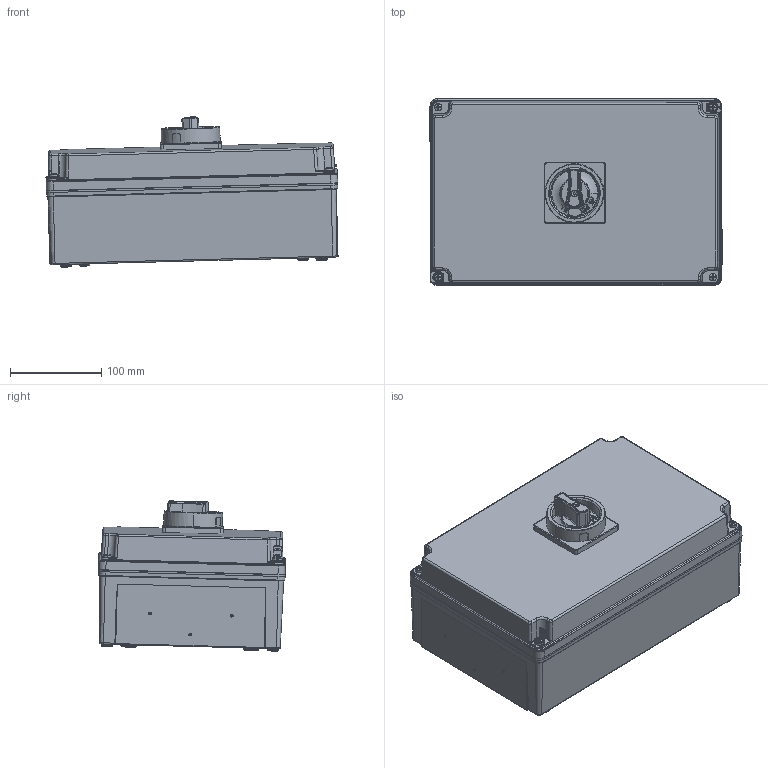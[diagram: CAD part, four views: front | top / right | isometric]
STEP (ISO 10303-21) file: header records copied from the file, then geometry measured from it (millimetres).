
FILE_DESCRIPTION (( 'STEP AP214' ), '1' );
FILE_NAME ('ZH37-125AL ZH37BXM3 ZH37BXM3B.STEP', '2025-02-13T08:19:20', ( '' ), ( '' ), 'SwSTEP 2.0', 'SolidWorks 2022', '' );
FILE_SCHEMA (( 'AUTOMOTIVE_DESIGN' ));
Length unit declared in the file: millimetre
Products named in the file (1): ZH37-125AL      ZH37BXM3   ZH37BXM3B
Bounding box: 320.62 x 205.18 x 164.91 mm (x, y, z)
Volume: 7705107.3 mm3; surface area: 274227.8 mm2
Topology: 1 solids, 9 shells, 2601 faces, 6879 edges, 4413 vertices
Faces by surface type: plane 1122, bspline 882, cylinder 272, torus 192, cone 105, sphere 28
Entity records: 132169 total; most frequent: CARTESIAN_POINT 46906, ORIENTED_EDGE 13698, DIRECTION 8860, EDGE_CURVE 6849, VERTEX_POINT 4413, VECTOR 3224, LINE 3224, AXIS2_PLACEMENT_3D 2818
